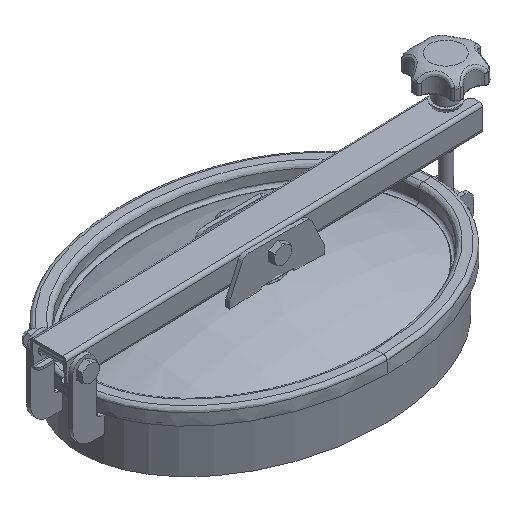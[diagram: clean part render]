
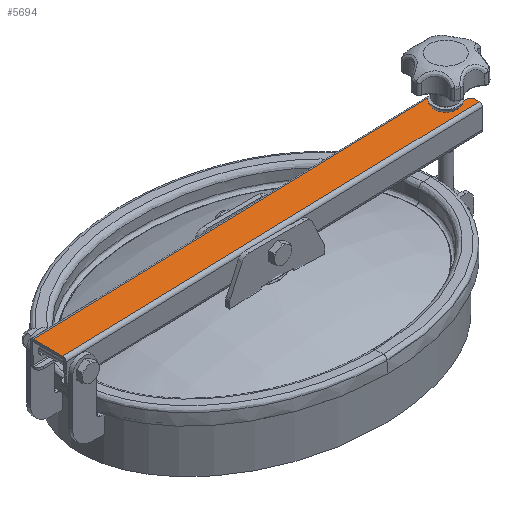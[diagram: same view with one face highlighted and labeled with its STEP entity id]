
A CAD part, isometric view. The second image highlights one B-rep face of the part: STEP entity #5694.
In plain terms, the highlighted face is planar.
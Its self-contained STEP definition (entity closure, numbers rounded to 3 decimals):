
#337=CIRCLE('',#6582,5.);
#338=CIRCLE('',#6583,5.);
#339=CIRCLE('',#6584,2.);
#340=CIRCLE('',#6585,10.5);
#341=CIRCLE('',#6586,2.);
#711=LINE('',#27985,#976);
#719=LINE('',#28017,#984);
#727=LINE('',#28044,#992);
#735=LINE('',#28074,#1000);
#736=LINE('',#28078,#1001);
#737=LINE('',#28079,#1002);
#738=LINE('',#28082,#1003);
#976=VECTOR('',#7488,1000.);
#984=VECTOR('',#7512,1000.);
#992=VECTOR('',#7532,1000.);
#1000=VECTOR('',#7562,1000.);
#1001=VECTOR('',#7565,1000.);
#1002=VECTOR('',#7566,1000.);
#1003=VECTOR('',#7569,1000.);
#1897=ORIENTED_EDGE('',*,*,#3306,.F.);
#1898=ORIENTED_EDGE('',*,*,#3307,.T.);
#1899=ORIENTED_EDGE('',*,*,#3262,.T.);
#1900=ORIENTED_EDGE('',*,*,#3308,.T.);
#1901=ORIENTED_EDGE('',*,*,#3277,.T.);
#1902=ORIENTED_EDGE('',*,*,#3309,.T.);
#1903=ORIENTED_EDGE('',*,*,#3290,.T.);
#1904=ORIENTED_EDGE('',*,*,#3310,.T.);
#1905=ORIENTED_EDGE('',*,*,#3311,.F.);
#1906=ORIENTED_EDGE('',*,*,#3312,.F.);
#1907=ORIENTED_EDGE('',*,*,#3313,.F.);
#1908=ORIENTED_EDGE('',*,*,#3314,.F.);
#3262=EDGE_CURVE('',#4000,#4001,#711,.T.);
#3277=EDGE_CURVE('',#4016,#4015,#719,.T.);
#3290=EDGE_CURVE('',#4029,#4028,#727,.T.);
#3306=EDGE_CURVE('',#4040,#4041,#735,.T.);
#3307=EDGE_CURVE('',#4040,#4000,#337,.T.);
#3308=EDGE_CURVE('',#4001,#4016,#736,.T.);
#3309=EDGE_CURVE('',#4015,#4029,#737,.T.);
#3310=EDGE_CURVE('',#4028,#4042,#338,.T.);
#3311=EDGE_CURVE('',#4043,#4042,#738,.T.);
#3312=EDGE_CURVE('',#4044,#4043,#339,.F.);
#3313=EDGE_CURVE('',#4045,#4044,#340,.T.);
#3314=EDGE_CURVE('',#4041,#4045,#341,.F.);
#4000=VERTEX_POINT('',#27986);
#4001=VERTEX_POINT('',#27987);
#4015=VERTEX_POINT('',#28016);
#4016=VERTEX_POINT('',#28018);
#4028=VERTEX_POINT('',#28043);
#4029=VERTEX_POINT('',#28045);
#4040=VERTEX_POINT('',#28075);
#4041=VERTEX_POINT('',#28076);
#4042=VERTEX_POINT('',#28081);
#4043=VERTEX_POINT('',#28083);
#4044=VERTEX_POINT('',#28085);
#4045=VERTEX_POINT('',#28087);
#4736=EDGE_LOOP('',(#1897,#1898,#1899,#1900,#1901,#1902,#1903,#1904,#1905,
#1906,#1907,#1908));
#5184=FACE_BOUND('',#4736,.T.);
#5517=PLANE('',#6581);
#5694=ADVANCED_FACE('',(#5184),#5517,.T.);
#6581=AXIS2_PLACEMENT_3D('',#28073,#7560,#7561);
#6582=AXIS2_PLACEMENT_3D('',#28077,#7563,#7564);
#6583=AXIS2_PLACEMENT_3D('',#28080,#7567,#7568);
#6584=AXIS2_PLACEMENT_3D('',#28084,#7570,#7571);
#6585=AXIS2_PLACEMENT_3D('',#28086,#7572,#7573);
#6586=AXIS2_PLACEMENT_3D('',#28088,#7574,#7575);
#7488=DIRECTION('',(-1.,0.,0.));
#7512=DIRECTION('',(1.,0.,0.));
#7532=DIRECTION('',(-1.,0.,0.));
#7560=DIRECTION('',(0.,0.,1.));
#7561=DIRECTION('',(1.,0.,0.));
#7562=DIRECTION('',(0.,-1.,0.));
#7563=DIRECTION('',(0.,0.,1.));
#7564=DIRECTION('',(1.,0.,0.));
#7565=DIRECTION('',(0.,-1.,0.));
#7566=DIRECTION('',(0.,1.,0.));
#7567=DIRECTION('',(0.,0.,1.));
#7568=DIRECTION('',(1.,0.,0.));
#7569=DIRECTION('',(0.,1.,0.));
#7570=DIRECTION('',(0.,0.,1.));
#7571=DIRECTION('',(1.,0.,0.));
#7572=DIRECTION('',(0.,0.,1.));
#7573=DIRECTION('',(1.,0.,0.));
#7574=DIRECTION('',(0.,0.,1.));
#7575=DIRECTION('',(1.,0.,0.));
#27985=CARTESIAN_POINT('',(-2.437,481.731,33.));
#27986=CARTESIAN_POINT('',(-35.25,481.731,33.));
#27987=CARTESIAN_POINT('',(-41.,481.731,33.));
#28016=CARTESIAN_POINT('',(-4.,-42.269,33.));
#28017=CARTESIAN_POINT('',(-2.437,-42.269,33.));
#28018=CARTESIAN_POINT('',(-41.,-42.269,33.));
#28043=CARTESIAN_POINT('',(-9.75,481.731,33.));
#28044=CARTESIAN_POINT('',(-2.437,481.731,33.));
#28045=CARTESIAN_POINT('',(-4.,481.731,33.));
#28073=CARTESIAN_POINT('',(-2.437,-42.269,33.));
#28074=CARTESIAN_POINT('',(-30.25,-42.269,33.));
#28075=CARTESIAN_POINT('',(-30.25,476.731,33.));
#28076=CARTESIAN_POINT('',(-30.25,465.054,33.));
#28077=CARTESIAN_POINT('',(-35.25,476.731,33.));
#28078=CARTESIAN_POINT('',(-41.,481.731,33.));
#28079=CARTESIAN_POINT('',(-4.,-42.269,33.));
#28080=CARTESIAN_POINT('',(-9.75,476.731,33.));
#28081=CARTESIAN_POINT('',(-14.75,476.731,33.));
#28082=CARTESIAN_POINT('',(-14.75,-42.269,33.));
#28083=CARTESIAN_POINT('',(-14.75,465.054,33.));
#28084=CARTESIAN_POINT('',(-12.75,465.054,33.));
#28085=CARTESIAN_POINT('',(-14.31,463.802,33.));
#28086=CARTESIAN_POINT('',(-22.5,457.231,33.));
#28087=CARTESIAN_POINT('',(-30.69,463.802,33.));
#28088=CARTESIAN_POINT('',(-32.25,465.054,33.));
